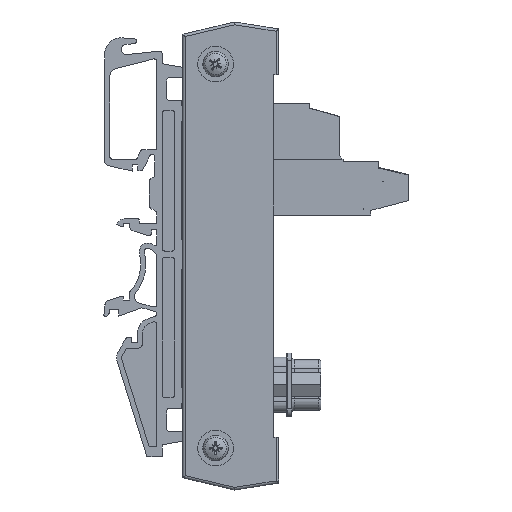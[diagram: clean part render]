
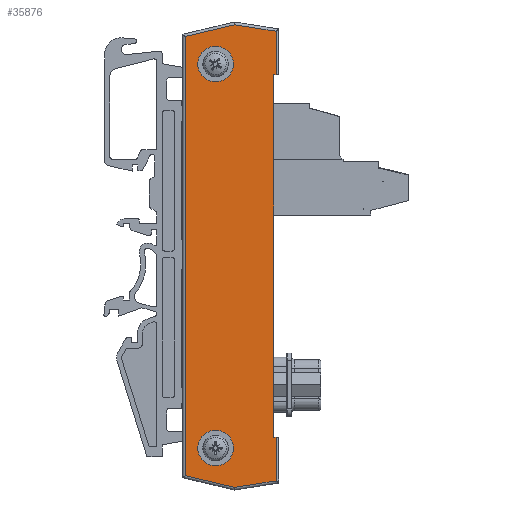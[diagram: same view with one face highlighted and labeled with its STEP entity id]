
A CAD part, left-side view. The second image highlights one B-rep face of the part: STEP entity #35876.
In plain terms, the highlighted face is planar.
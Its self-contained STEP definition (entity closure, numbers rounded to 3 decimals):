
#35415=CARTESIAN_POINT('',(-16.628,6.238,5.0));
#35416=VERTEX_POINT('',#35415);
#35423=CARTESIAN_POINT('',(54.672,6.238,5.0));
#35424=VERTEX_POINT('',#35423);
#35425=CARTESIAN_POINT('',(54.672,6.238,5.0));
#35426=DIRECTION('',(-1.0,0.0,0.0));
#35427=VECTOR('',#35426,71.3);
#35428=LINE('',#35425,#35427);
#35429=EDGE_CURVE('',#35424,#35416,#35428,.T.);
#35672=CARTESIAN_POINT('',(60.272,-5.162,5.0));
#35673=VERTEX_POINT('',#35672);
#35674=CARTESIAN_POINT('',(56.772,-5.162,5.0));
#35675=DIRECTION('',(0.0,0.0,-1.0));
#35676=DIRECTION('',(-1.0,0.0,0.0));
#35677=AXIS2_PLACEMENT_3D('',#35674,#35675,#35676);
#35678=CIRCLE('',#35677,3.5);
#35679=EDGE_CURVE('',#35673,#35673,#35678,.T.);
#35712=CARTESIAN_POINT('',(-15.228,-5.162,5.0));
#35713=VERTEX_POINT('',#35712);
#35714=CARTESIAN_POINT('',(-18.728,-5.162,5.0));
#35715=DIRECTION('',(0.0,0.0,-1.0));
#35716=DIRECTION('',(-1.0,0.0,0.0));
#35717=AXIS2_PLACEMENT_3D('',#35714,#35715,#35716);
#35718=CIRCLE('',#35717,3.5);
#35719=EDGE_CURVE('',#35713,#35713,#35718,.T.);
#35753=CARTESIAN_POINT('',(54.672,6.738,5.0));
#35754=VERTEX_POINT('',#35753);
#35755=CARTESIAN_POINT('',(54.672,6.738,5.0));
#35756=DIRECTION('',(0.0,-1.0,0.0));
#35757=VECTOR('',#35756,0.5);
#35758=LINE('',#35755,#35757);
#35759=EDGE_CURVE('',#35754,#35424,#35758,.T.);
#35784=CARTESIAN_POINT('',(-16.628,6.738,5.0));
#35785=VERTEX_POINT('',#35784);
#35793=CARTESIAN_POINT('',(-16.628,6.238,5.0));
#35794=DIRECTION('',(0.0,1.0,0.0));
#35795=VECTOR('',#35794,0.5);
#35796=LINE('',#35793,#35795);
#35797=EDGE_CURVE('',#35416,#35785,#35796,.T.);
#35806=CARTESIAN_POINT('',(19.022,-2.126,5.0));
#35807=DIRECTION('',(0.0,0.0,1.0));
#35808=DIRECTION('',(1.0,0.0,0.0));
#35809=AXIS2_PLACEMENT_3D('',#35806,#35807,#35808);
#35810=PLANE('',#35809);
#35811=ORIENTED_EDGE('',*,*,#35759,.T.);
#35812=ORIENTED_EDGE('',*,*,#35429,.T.);
#35813=ORIENTED_EDGE('',*,*,#35797,.T.);
#35814=CARTESIAN_POINT('',(-25.176,6.738,5.0));
#35815=VERTEX_POINT('',#35814);
#35816=CARTESIAN_POINT('',(-25.176,6.738,5.0));
#35817=DIRECTION('',(1.0,0.0,0.0));
#35818=VECTOR('',#35817,8.548);
#35819=LINE('',#35816,#35818);
#35820=EDGE_CURVE('',#35815,#35785,#35819,.T.);
#35821=ORIENTED_EDGE('',*,*,#35820,.F.);
#35822=CARTESIAN_POINT('',(-26.459,-1.405,5.0));
#35823=VERTEX_POINT('',#35822);
#35824=CARTESIAN_POINT('',(-26.459,-1.405,5.0));
#35825=DIRECTION('',(0.156,0.988,0.0));
#35826=VECTOR('',#35825,8.244);
#35827=LINE('',#35824,#35826);
#35828=EDGE_CURVE('',#35823,#35815,#35827,.T.);
#35829=ORIENTED_EDGE('',*,*,#35828,.F.);
#35830=CARTESIAN_POINT('',(-24.157,-11.162,5.0));
#35831=VERTEX_POINT('',#35830);
#35832=CARTESIAN_POINT('',(-24.157,-11.162,5.0));
#35833=DIRECTION('',(-0.23,0.973,0.0));
#35834=VECTOR('',#35833,10.024);
#35835=LINE('',#35832,#35834);
#35836=EDGE_CURVE('',#35831,#35823,#35835,.T.);
#35837=ORIENTED_EDGE('',*,*,#35836,.F.);
#35838=CARTESIAN_POINT('',(62.201,-11.162,5.0));
#35839=VERTEX_POINT('',#35838);
#35840=CARTESIAN_POINT('',(62.201,-11.162,5.0));
#35841=DIRECTION('',(-1.0,0.0,0.0));
#35842=VECTOR('',#35841,86.358);
#35843=LINE('',#35840,#35842);
#35844=EDGE_CURVE('',#35839,#35831,#35843,.T.);
#35845=ORIENTED_EDGE('',*,*,#35844,.F.);
#35846=CARTESIAN_POINT('',(64.503,-1.405,5.0));
#35847=VERTEX_POINT('',#35846);
#35848=CARTESIAN_POINT('',(64.503,-1.405,5.0));
#35849=DIRECTION('',(-0.23,-0.973,0.0));
#35850=VECTOR('',#35849,10.024);
#35851=LINE('',#35848,#35850);
#35852=EDGE_CURVE('',#35847,#35839,#35851,.T.);
#35853=ORIENTED_EDGE('',*,*,#35852,.F.);
#35854=CARTESIAN_POINT('',(63.22,6.738,5.0));
#35855=VERTEX_POINT('',#35854);
#35856=CARTESIAN_POINT('',(63.22,6.738,5.0));
#35857=DIRECTION('',(0.156,-0.988,0.0));
#35858=VECTOR('',#35857,8.244);
#35859=LINE('',#35856,#35858);
#35860=EDGE_CURVE('',#35855,#35847,#35859,.T.);
#35861=ORIENTED_EDGE('',*,*,#35860,.F.);
#35862=CARTESIAN_POINT('',(54.672,6.738,5.0));
#35863=DIRECTION('',(1.0,0.0,0.0));
#35864=VECTOR('',#35863,8.548);
#35865=LINE('',#35862,#35864);
#35866=EDGE_CURVE('',#35754,#35855,#35865,.T.);
#35867=ORIENTED_EDGE('',*,*,#35866,.F.);
#35868=EDGE_LOOP('',(#35811,#35812,#35813,#35821,#35829,#35837,#35845,#35853,#35861,#35867));
#35869=FACE_OUTER_BOUND('',#35868,.T.);
#35870=ORIENTED_EDGE('',*,*,#35679,.T.);
#35871=EDGE_LOOP('',(#35870));
#35872=FACE_BOUND('',#35871,.T.);
#35873=ORIENTED_EDGE('',*,*,#35719,.T.);
#35874=EDGE_LOOP('',(#35873));
#35875=FACE_BOUND('',#35874,.T.);
#35876=ADVANCED_FACE('',(#35869,#35872,#35875),#35810,.T.);
